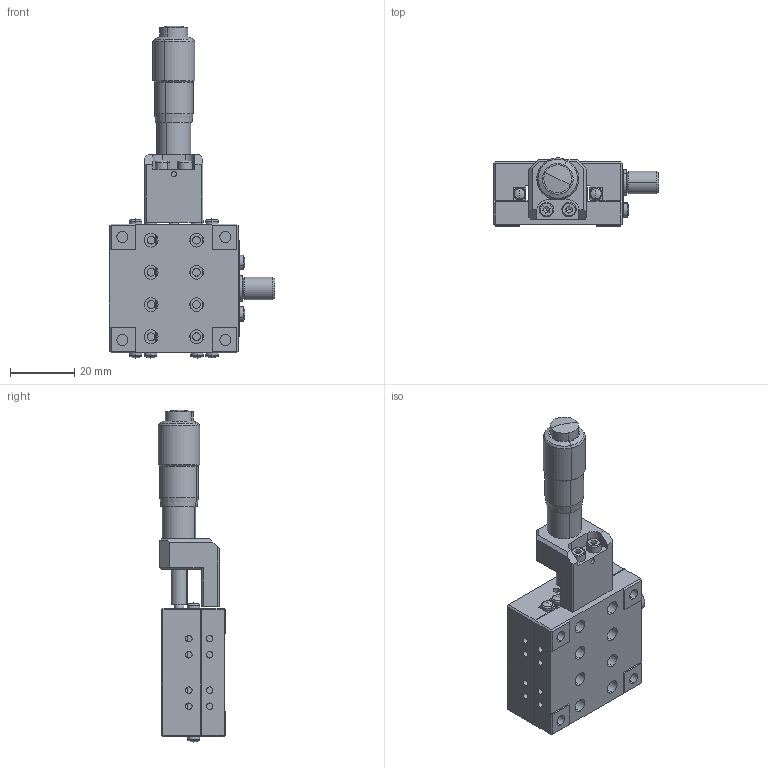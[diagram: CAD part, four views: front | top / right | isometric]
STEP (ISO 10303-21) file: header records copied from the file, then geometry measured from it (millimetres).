
FILE_DESCRIPTION (( 'STEP AP203' ), '1' );
FILE_NAME ('AK13A-4020C.step', '2019-05-09T02:41:05', ( '' ), ( '' ), 'SwSTEP 2.0', 'SolidWorks 2017', '' );
FILE_SCHEMA (( 'CONFIG_CONTROL_DESIGN' ));
Length unit declared in the file: millimetre
Products named in the file (1): AK13A-4020C
Bounding box: 51.3 x 20.98 x 103.1 mm (x, y, z)
Surface area: 17886.5 mm2 (no closed solid volume)
Topology: 0 solids, 25 shells, 557 faces, 1872 edges, 1281 vertices
Faces by surface type: plane 324, cylinder 149, bspline 32, cone 24, torus 20, sphere 8
Entity records: 20629 total; most frequent: CARTESIAN_POINT 4313, DIRECTION 3482, ORIENTED_EDGE 2996, EDGE_CURVE 1841, VERTEX_POINT 1278, VECTOR 1176, LINE 1176, AXIS2_PLACEMENT_3D 1153
